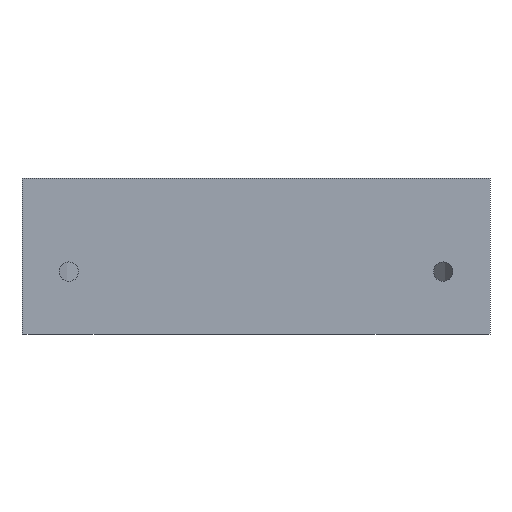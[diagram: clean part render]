
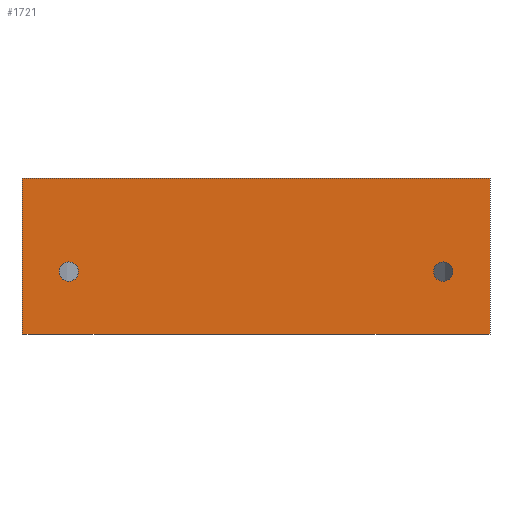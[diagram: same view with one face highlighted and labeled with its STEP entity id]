
A CAD part, front view. The second image highlights one B-rep face of the part: STEP entity #1721.
In plain terms, the highlighted planar face has unit normal (0, -1, 0).
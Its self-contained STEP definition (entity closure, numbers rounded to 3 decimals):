
#73 = PLANE('',#74);
#74 = AXIS2_PLACEMENT_3D('',#75,#76,#77);
#75 = CARTESIAN_POINT('',(0.,61.675,50.));
#76 = DIRECTION('',(0.,0.,1.));
#77 = DIRECTION('',(1.,0.,0.));
#101 = PLANE('',#102);
#102 = AXIS2_PLACEMENT_3D('',#103,#104,#105);
#103 = CARTESIAN_POINT('',(-75.,80.,0.));
#104 = DIRECTION('',(1.,0.,0.));
#105 = DIRECTION('',(0.,-1.,0.));
#128 = PLANE('',#129);
#129 = AXIS2_PLACEMENT_3D('',#130,#131,#132);
#130 = CARTESIAN_POINT('',(0.,61.675,0.));
#131 = DIRECTION('',(0.,0.,1.));
#132 = DIRECTION('',(1.,0.,0.));
#256 = VERTEX_POINT('',#257);
#257 = CARTESIAN_POINT('',(-75.,0.,50.));
#278 = EDGE_CURVE('',#279,#256,#281,.T.);
#279 = VERTEX_POINT('',#280);
#280 = CARTESIAN_POINT('',(-75.,0.,0.));
#281 = SURFACE_CURVE('',#282,(#286,#293),.PCURVE_S1.);
#282 = LINE('',#283,#284);
#283 = CARTESIAN_POINT('',(-75.,0.,0.));
#284 = VECTOR('',#285,1.);
#285 = DIRECTION('',(0.,0.,1.));
#286 = PCURVE('',#101,#287);
#287 = DEFINITIONAL_REPRESENTATION('',(#288),#292);
#288 = LINE('',#289,#290);
#289 = CARTESIAN_POINT('',(80.,0.));
#290 = VECTOR('',#291,1.);
#291 = DIRECTION('',(0.,-1.));
#292 = ( GEOMETRIC_REPRESENTATION_CONTEXT(2) 
PARAMETRIC_REPRESENTATION_CONTEXT() REPRESENTATION_CONTEXT('2D SPACE',''
  ) );
#293 = PCURVE('',#294,#299);
#294 = PLANE('',#295);
#295 = AXIS2_PLACEMENT_3D('',#296,#297,#298);
#296 = CARTESIAN_POINT('',(-75.,0.,0.));
#297 = DIRECTION('',(0.,1.,0.));
#298 = DIRECTION('',(1.,0.,0.));
#299 = DEFINITIONAL_REPRESENTATION('',(#300),#304);
#300 = LINE('',#301,#302);
#301 = CARTESIAN_POINT('',(0.,0.));
#302 = VECTOR('',#303,1.);
#303 = DIRECTION('',(0.,-1.));
#304 = ( GEOMETRIC_REPRESENTATION_CONTEXT(2) 
PARAMETRIC_REPRESENTATION_CONTEXT() REPRESENTATION_CONTEXT('2D SPACE',''
  ) );
#332 = EDGE_CURVE('',#279,#333,#335,.T.);
#333 = VERTEX_POINT('',#334);
#334 = CARTESIAN_POINT('',(75.,0.,0.));
#335 = SURFACE_CURVE('',#336,(#340,#347),.PCURVE_S1.);
#336 = LINE('',#337,#338);
#337 = CARTESIAN_POINT('',(-75.,0.,0.));
#338 = VECTOR('',#339,1.);
#339 = DIRECTION('',(1.,0.,0.));
#340 = PCURVE('',#128,#341);
#341 = DEFINITIONAL_REPRESENTATION('',(#342),#346);
#342 = LINE('',#343,#344);
#343 = CARTESIAN_POINT('',(-75.,-61.675));
#344 = VECTOR('',#345,1.);
#345 = DIRECTION('',(1.,0.));
#346 = ( GEOMETRIC_REPRESENTATION_CONTEXT(2) 
PARAMETRIC_REPRESENTATION_CONTEXT() REPRESENTATION_CONTEXT('2D SPACE',''
  ) );
#347 = PCURVE('',#294,#348);
#348 = DEFINITIONAL_REPRESENTATION('',(#349),#353);
#349 = LINE('',#350,#351);
#350 = CARTESIAN_POINT('',(0.,0.));
#351 = VECTOR('',#352,1.);
#352 = DIRECTION('',(1.,0.));
#353 = ( GEOMETRIC_REPRESENTATION_CONTEXT(2) 
PARAMETRIC_REPRESENTATION_CONTEXT() REPRESENTATION_CONTEXT('2D SPACE',''
  ) );
#371 = PLANE('',#372);
#372 = AXIS2_PLACEMENT_3D('',#373,#374,#375);
#373 = CARTESIAN_POINT('',(75.,0.,0.));
#374 = DIRECTION('',(-1.,0.,0.));
#375 = DIRECTION('',(0.,1.,0.));
#969 = EDGE_CURVE('',#256,#970,#972,.T.);
#970 = VERTEX_POINT('',#971);
#971 = CARTESIAN_POINT('',(75.,0.,50.));
#972 = SURFACE_CURVE('',#973,(#977,#984),.PCURVE_S1.);
#973 = LINE('',#974,#975);
#974 = CARTESIAN_POINT('',(-75.,0.,50.));
#975 = VECTOR('',#976,1.);
#976 = DIRECTION('',(1.,0.,0.));
#977 = PCURVE('',#73,#978);
#978 = DEFINITIONAL_REPRESENTATION('',(#979),#983);
#979 = LINE('',#980,#981);
#980 = CARTESIAN_POINT('',(-75.,-61.675));
#981 = VECTOR('',#982,1.);
#982 = DIRECTION('',(1.,0.));
#983 = ( GEOMETRIC_REPRESENTATION_CONTEXT(2) 
PARAMETRIC_REPRESENTATION_CONTEXT() REPRESENTATION_CONTEXT('2D SPACE',''
  ) );
#984 = PCURVE('',#294,#985);
#985 = DEFINITIONAL_REPRESENTATION('',(#986),#990);
#986 = LINE('',#987,#988);
#987 = CARTESIAN_POINT('',(0.,-50.));
#988 = VECTOR('',#989,1.);
#989 = DIRECTION('',(1.,0.));
#990 = ( GEOMETRIC_REPRESENTATION_CONTEXT(2) 
PARAMETRIC_REPRESENTATION_CONTEXT() REPRESENTATION_CONTEXT('2D SPACE',''
  ) );
#1721 = ADVANCED_FACE('',(#1722,#1748,#1783),#294,.F.);
#1722 = FACE_BOUND('',#1723,.F.);
#1723 = EDGE_LOOP('',(#1724,#1725,#1726,#1747));
#1724 = ORIENTED_EDGE('',*,*,#278,.T.);
#1725 = ORIENTED_EDGE('',*,*,#969,.T.);
#1726 = ORIENTED_EDGE('',*,*,#1727,.F.);
#1727 = EDGE_CURVE('',#333,#970,#1728,.T.);
#1728 = SURFACE_CURVE('',#1729,(#1733,#1740),.PCURVE_S1.);
#1729 = LINE('',#1730,#1731);
#1730 = CARTESIAN_POINT('',(75.,0.,0.));
#1731 = VECTOR('',#1732,1.);
#1732 = DIRECTION('',(0.,0.,1.));
#1733 = PCURVE('',#294,#1734);
#1734 = DEFINITIONAL_REPRESENTATION('',(#1735),#1739);
#1735 = LINE('',#1736,#1737);
#1736 = CARTESIAN_POINT('',(150.,0.));
#1737 = VECTOR('',#1738,1.);
#1738 = DIRECTION('',(0.,-1.));
#1739 = ( GEOMETRIC_REPRESENTATION_CONTEXT(2) 
PARAMETRIC_REPRESENTATION_CONTEXT() REPRESENTATION_CONTEXT('2D SPACE',''
  ) );
#1740 = PCURVE('',#371,#1741);
#1741 = DEFINITIONAL_REPRESENTATION('',(#1742),#1746);
#1742 = LINE('',#1743,#1744);
#1743 = CARTESIAN_POINT('',(0.,0.));
#1744 = VECTOR('',#1745,1.);
#1745 = DIRECTION('',(0.,-1.));
#1746 = ( GEOMETRIC_REPRESENTATION_CONTEXT(2) 
PARAMETRIC_REPRESENTATION_CONTEXT() REPRESENTATION_CONTEXT('2D SPACE',''
  ) );
#1747 = ORIENTED_EDGE('',*,*,#332,.F.);
#1748 = FACE_BOUND('',#1749,.F.);
#1749 = EDGE_LOOP('',(#1750));
#1750 = ORIENTED_EDGE('',*,*,#1751,.T.);
#1751 = EDGE_CURVE('',#1752,#1752,#1754,.T.);
#1752 = VERTEX_POINT('',#1753);
#1753 = CARTESIAN_POINT('',(-56.9,0.,20.));
#1754 = SURFACE_CURVE('',#1755,(#1760,#1771),.PCURVE_S1.);
#1755 = CIRCLE('',#1756,3.1);
#1756 = AXIS2_PLACEMENT_3D('',#1757,#1758,#1759);
#1757 = CARTESIAN_POINT('',(-60.,0.,20.));
#1758 = DIRECTION('',(0.,-1.,0.));
#1759 = DIRECTION('',(1.,0.,0.));
#1760 = PCURVE('',#294,#1761);
#1761 = DEFINITIONAL_REPRESENTATION('',(#1762),#1770);
#1762 = ( BOUNDED_CURVE() B_SPLINE_CURVE(2,(#1763,#1764,#1765,#1766,
#1767,#1768,#1769),.UNSPECIFIED.,.T.,.F.) B_SPLINE_CURVE_WITH_KNOTS((1,2
    ,2,2,2,1),(-2.094,0.,2.094,4.189,
6.283,8.378),.UNSPECIFIED.) CURVE() 
GEOMETRIC_REPRESENTATION_ITEM() RATIONAL_B_SPLINE_CURVE((1.,0.5,1.,0.5,
1.,0.5,1.)) REPRESENTATION_ITEM('') );
#1763 = CARTESIAN_POINT('',(18.1,-20.));
#1764 = CARTESIAN_POINT('',(18.1,-25.369));
#1765 = CARTESIAN_POINT('',(13.45,-22.685));
#1766 = CARTESIAN_POINT('',(8.8,-20.));
#1767 = CARTESIAN_POINT('',(13.45,-17.315));
#1768 = CARTESIAN_POINT('',(18.1,-14.631));
#1769 = CARTESIAN_POINT('',(18.1,-20.));
#1770 = ( GEOMETRIC_REPRESENTATION_CONTEXT(2) 
PARAMETRIC_REPRESENTATION_CONTEXT() REPRESENTATION_CONTEXT('2D SPACE',''
  ) );
#1771 = PCURVE('',#1772,#1777);
#1772 = CYLINDRICAL_SURFACE('',#1773,3.1);
#1773 = AXIS2_PLACEMENT_3D('',#1774,#1775,#1776);
#1774 = CARTESIAN_POINT('',(-60.,0.,20.));
#1775 = DIRECTION('',(0.,-1.,0.));
#1776 = DIRECTION('',(1.,0.,0.));
#1777 = DEFINITIONAL_REPRESENTATION('',(#1778),#1782);
#1778 = LINE('',#1779,#1780);
#1779 = CARTESIAN_POINT('',(0.,0.));
#1780 = VECTOR('',#1781,1.);
#1781 = DIRECTION('',(1.,0.));
#1782 = ( GEOMETRIC_REPRESENTATION_CONTEXT(2) 
PARAMETRIC_REPRESENTATION_CONTEXT() REPRESENTATION_CONTEXT('2D SPACE',''
  ) );
#1783 = FACE_BOUND('',#1784,.F.);
#1784 = EDGE_LOOP('',(#1785));
#1785 = ORIENTED_EDGE('',*,*,#1786,.T.);
#1786 = EDGE_CURVE('',#1787,#1787,#1789,.T.);
#1787 = VERTEX_POINT('',#1788);
#1788 = CARTESIAN_POINT('',(63.1,0.,20.));
#1789 = SURFACE_CURVE('',#1790,(#1795,#1806),.PCURVE_S1.);
#1790 = CIRCLE('',#1791,3.1);
#1791 = AXIS2_PLACEMENT_3D('',#1792,#1793,#1794);
#1792 = CARTESIAN_POINT('',(60.,0.,20.));
#1793 = DIRECTION('',(0.,-1.,0.));
#1794 = DIRECTION('',(1.,0.,0.));
#1795 = PCURVE('',#294,#1796);
#1796 = DEFINITIONAL_REPRESENTATION('',(#1797),#1805);
#1797 = ( BOUNDED_CURVE() B_SPLINE_CURVE(2,(#1798,#1799,#1800,#1801,
#1802,#1803,#1804),.UNSPECIFIED.,.T.,.F.) B_SPLINE_CURVE_WITH_KNOTS((1,2
    ,2,2,2,1),(-2.094,0.,2.094,4.189,
6.283,8.378),.UNSPECIFIED.) CURVE() 
GEOMETRIC_REPRESENTATION_ITEM() RATIONAL_B_SPLINE_CURVE((1.,0.5,1.,0.5,
1.,0.5,1.)) REPRESENTATION_ITEM('') );
#1798 = CARTESIAN_POINT('',(138.1,-20.));
#1799 = CARTESIAN_POINT('',(138.1,-25.369));
#1800 = CARTESIAN_POINT('',(133.45,-22.685));
#1801 = CARTESIAN_POINT('',(128.8,-20.));
#1802 = CARTESIAN_POINT('',(133.45,-17.315));
#1803 = CARTESIAN_POINT('',(138.1,-14.631));
#1804 = CARTESIAN_POINT('',(138.1,-20.));
#1805 = ( GEOMETRIC_REPRESENTATION_CONTEXT(2) 
PARAMETRIC_REPRESENTATION_CONTEXT() REPRESENTATION_CONTEXT('2D SPACE',''
  ) );
#1806 = PCURVE('',#1807,#1812);
#1807 = CYLINDRICAL_SURFACE('',#1808,3.1);
#1808 = AXIS2_PLACEMENT_3D('',#1809,#1810,#1811);
#1809 = CARTESIAN_POINT('',(60.,0.,20.));
#1810 = DIRECTION('',(0.,-1.,0.));
#1811 = DIRECTION('',(1.,0.,0.));
#1812 = DEFINITIONAL_REPRESENTATION('',(#1813),#1817);
#1813 = LINE('',#1814,#1815);
#1814 = CARTESIAN_POINT('',(0.,0.));
#1815 = VECTOR('',#1816,1.);
#1816 = DIRECTION('',(1.,0.));
#1817 = ( GEOMETRIC_REPRESENTATION_CONTEXT(2) 
PARAMETRIC_REPRESENTATION_CONTEXT() REPRESENTATION_CONTEXT('2D SPACE',''
  ) );
